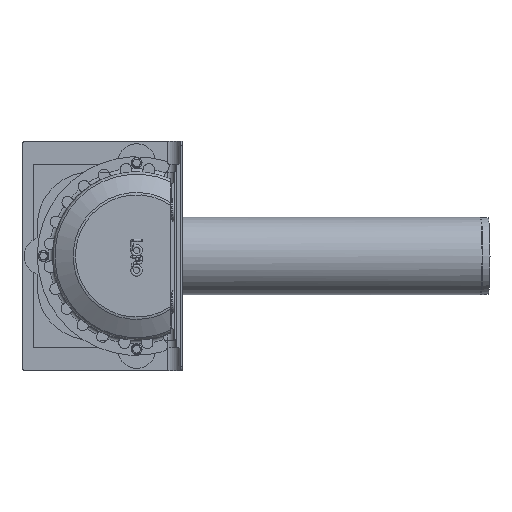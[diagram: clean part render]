
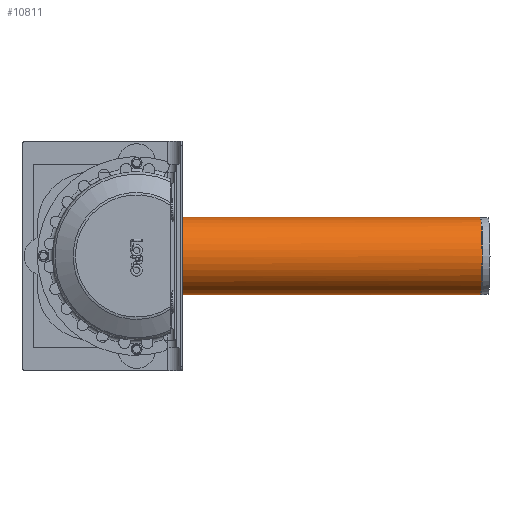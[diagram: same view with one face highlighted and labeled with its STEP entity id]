
A CAD part, top view. The second image highlights one B-rep face of the part: STEP entity #10811.
In plain terms, the highlighted cylindrical face has radius 508 mm (diameter 1016 mm), a full revolution.
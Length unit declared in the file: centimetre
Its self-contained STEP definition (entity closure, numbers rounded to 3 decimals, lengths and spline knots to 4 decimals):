
#454=B_SPLINE_CURVE_WITH_KNOTS('',3,(#15843,#15844,#15845,#15846,#15847,
#15848,#15849,#15850,#15851,#15852,#15853,#15854,#15855,#15856,#15857,#15858),
 .UNSPECIFIED.,.F.,.F.,(4,2,2,2,2,2,2,4),(11.3689,14.4623,
18.0635,21.6646,25.2657,27.0663,28.8669,
29.8546),.UNSPECIFIED.);
#455=B_SPLINE_CURVE_WITH_KNOTS('',3,(#15862,#15863,#15864,#15865,#15866,
#15867,#15868,#15869,#15870,#15871,#15872,#15873,#15874,#15875,#15876,#15877),
 .UNSPECIFIED.,.F.,.F.,(4,2,2,2,2,2,2,4),(85.9189,86.9066,
88.7072,90.5077,94.1089,97.71,101.3111,
104.4046),.UNSPECIFIED.);
#876=ELLIPSE('',#11495,75.9194,50.8);
#877=ELLIPSE('',#11496,50.8697,50.8);
#878=ELLIPSE('',#11497,75.9194,50.8);
#897=CYLINDRICAL_SURFACE('',#11494,50.8);
#1059=LINE('',#15839,#1763);
#1763=VECTOR('',#12717,50.8);
#2635=FACE_OUTER_BOUND('',#3277,.T.);
#3277=EDGE_LOOP('',(#7360,#7361,#7362,#7363,#7364,#7365,#7366,#7367,#7368));
#4008=CIRCLE('',#11490,50.8);
#4009=CIRCLE('',#11491,50.8);
#4557=VERTEX_POINT('',#15828);
#4558=VERTEX_POINT('',#15830);
#4560=VERTEX_POINT('',#15838);
#4561=VERTEX_POINT('',#15840);
#4562=VERTEX_POINT('',#15842);
#4563=VERTEX_POINT('',#15859);
#4564=VERTEX_POINT('',#15861);
#5649=EDGE_CURVE('',#4557,#4558,#4008,.T.);
#5650=EDGE_CURVE('',#4558,#4557,#4009,.T.);
#5653=EDGE_CURVE('',#4558,#4560,#1059,.T.);
#5654=EDGE_CURVE('',#4560,#4561,#876,.T.);
#5655=EDGE_CURVE('',#4561,#4562,#454,.T.);
#5656=EDGE_CURVE('',#4562,#4563,#877,.T.);
#5657=EDGE_CURVE('',#4563,#4564,#455,.T.);
#5658=EDGE_CURVE('',#4564,#4560,#878,.T.);
#7360=ORIENTED_EDGE('',*,*,#5649,.F.);
#7361=ORIENTED_EDGE('',*,*,#5650,.F.);
#7362=ORIENTED_EDGE('',*,*,#5653,.T.);
#7363=ORIENTED_EDGE('',*,*,#5654,.T.);
#7364=ORIENTED_EDGE('',*,*,#5655,.T.);
#7365=ORIENTED_EDGE('',*,*,#5656,.T.);
#7366=ORIENTED_EDGE('',*,*,#5657,.T.);
#7367=ORIENTED_EDGE('',*,*,#5658,.T.);
#7368=ORIENTED_EDGE('',*,*,#5653,.F.);
#10811=ADVANCED_FACE('',(#2635),#897,.T.);
#11490=AXIS2_PLACEMENT_3D('',#15831,#12706,#12707);
#11491=AXIS2_PLACEMENT_3D('',#15832,#12708,#12709);
#11494=AXIS2_PLACEMENT_3D('',#15837,#12715,#12716);
#11495=AXIS2_PLACEMENT_3D('',#15841,#12718,#12719);
#11496=AXIS2_PLACEMENT_3D('',#15860,#12720,#12721);
#11497=AXIS2_PLACEMENT_3D('',#15878,#12722,#12723);
#12706=DIRECTION('center_axis',(0.999,0.,-0.052));
#12707=DIRECTION('ref_axis',(-0.052,0.,
-0.999));
#12708=DIRECTION('center_axis',(0.999,0.,-0.052));
#12709=DIRECTION('ref_axis',(-0.052,0.,
-0.999));
#12715=DIRECTION('center_axis',(0.999,0.,-0.052));
#12716=DIRECTION('ref_axis',(0.052,0.,0.999));
#12717=DIRECTION('',(-0.999,0.,0.052));
#12718=DIRECTION('center_axis',(0.707,0.,
0.707));
#12719=DIRECTION('ref_axis',(0.707,0.,-0.707));
#12720=DIRECTION('center_axis',(1.,0.,0.));
#12721=DIRECTION('ref_axis',(0.,0.,-1.));
#12722=DIRECTION('center_axis',(0.707,0.,
0.707));
#12723=DIRECTION('ref_axis',(0.707,0.,-0.707));
#15828=CARTESIAN_POINT('',(724.3748,269.1756,46.8206));
#15830=CARTESIAN_POINT('',(719.0575,269.1756,-54.6402));
#15831=CARTESIAN_POINT('Origin',(721.7162,269.1756,-3.9098));
#15832=CARTESIAN_POINT('Origin',(721.7162,269.1756,-3.9098));
#15837=CARTESIAN_POINT('Origin',(717.2113,269.1756,-3.6737));
#15838=CARTESIAN_POINT('',(362.4735,269.1756,-35.9524));
#15839=CARTESIAN_POINT('',(714.5527,269.1756,-54.4041));
#15840=CARTESIAN_POINT('',(323.5211,318.0256,3.));
#15841=CARTESIAN_POINT('Origin',(308.7903,269.1756,17.7307));
#15842=CARTESIAN_POINT('',(332.2741,319.9142,19.));
#15843=CARTESIAN_POINT('Ctrl Pts',(323.5211,318.0256,3.));
#15844=CARTESIAN_POINT('Ctrl Pts',(324.4152,318.2022,3.5726));
#15845=CARTESIAN_POINT('Ctrl Pts',(325.2474,318.3839,4.2124));
#15846=CARTESIAN_POINT('Ctrl Pts',(326.8805,318.7597,5.6859));
#15847=CARTESIAN_POINT('Ctrl Pts',(327.7152,318.9654,6.5902));
#15848=CARTESIAN_POINT('Ctrl Pts',(329.21,319.3414,8.5792));
#15849=CARTESIAN_POINT('Ctrl Pts',(329.8704,319.5113,9.6639));
#15850=CARTESIAN_POINT('Ctrl Pts',(330.9615,319.7791,11.9462));
#15851=CARTESIAN_POINT('Ctrl Pts',(331.3932,319.8769,13.1458));
#15852=CARTESIAN_POINT('Ctrl Pts',(331.8521,319.9556,14.9688));
#15853=CARTESIAN_POINT('Ctrl Pts',(331.974,319.9707,15.5803));
#15854=CARTESIAN_POINT('Ctrl Pts',(332.1563,319.9784,16.7992));
#15855=CARTESIAN_POINT('Ctrl Pts',(332.2167,319.9711,17.4065));
#15856=CARTESIAN_POINT('Ctrl Pts',(332.2653,319.9436,18.3343));
#15857=CARTESIAN_POINT('Ctrl Pts',(332.2741,319.9306,18.666));
#15858=CARTESIAN_POINT('Ctrl Pts',(332.2741,319.9142,19.));
#15859=CARTESIAN_POINT('',(332.2741,218.437,19.));
#15860=CARTESIAN_POINT('Origin',(332.2741,269.1756,16.5));
#15861=CARTESIAN_POINT('',(323.5211,220.3255,3.));
#15862=CARTESIAN_POINT('Ctrl Pts',(332.2741,218.437,19.));
#15863=CARTESIAN_POINT('Ctrl Pts',(332.2741,218.4206,18.666));
#15864=CARTESIAN_POINT('Ctrl Pts',(332.2653,218.4075,18.3343));
#15865=CARTESIAN_POINT('Ctrl Pts',(332.2167,218.3801,17.4065));
#15866=CARTESIAN_POINT('Ctrl Pts',(332.1563,218.3727,16.7992));
#15867=CARTESIAN_POINT('Ctrl Pts',(331.974,218.3805,15.5803));
#15868=CARTESIAN_POINT('Ctrl Pts',(331.8521,218.3955,14.9688));
#15869=CARTESIAN_POINT('Ctrl Pts',(331.3932,218.4743,13.1458));
#15870=CARTESIAN_POINT('Ctrl Pts',(330.9615,218.5721,11.9462));
#15871=CARTESIAN_POINT('Ctrl Pts',(329.8704,218.8399,9.6639));
#15872=CARTESIAN_POINT('Ctrl Pts',(329.21,219.0098,8.5792));
#15873=CARTESIAN_POINT('Ctrl Pts',(327.7152,219.3858,6.5902));
#15874=CARTESIAN_POINT('Ctrl Pts',(326.8805,219.5915,5.6859));
#15875=CARTESIAN_POINT('Ctrl Pts',(325.2474,219.9673,4.2124));
#15876=CARTESIAN_POINT('Ctrl Pts',(324.4152,220.149,3.5726));
#15877=CARTESIAN_POINT('Ctrl Pts',(323.5211,220.3255,3.));
#15878=CARTESIAN_POINT('Origin',(308.7903,269.1756,17.7307));
